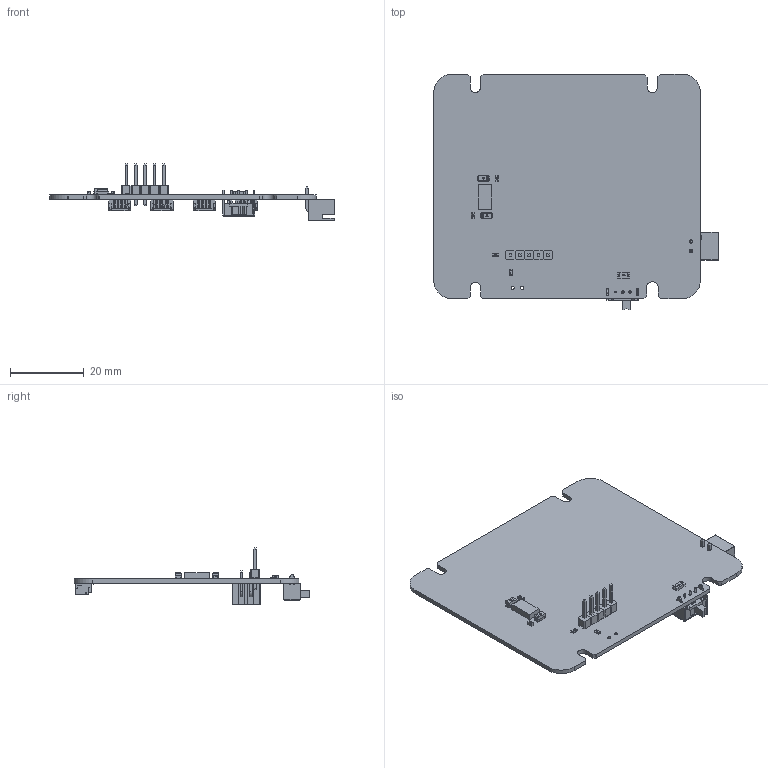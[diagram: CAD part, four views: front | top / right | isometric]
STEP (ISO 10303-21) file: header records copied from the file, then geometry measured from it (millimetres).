
FILE_DESCRIPTION(('Open CASCADE Model'),'2;1');
FILE_NAME('Open CASCADE Shape Model','2022-05-02T21:22:46',('Author'),( 'Open CASCADE'),'Open CASCADE STEP processor 6.8','Open CASCADE 6.8' ,'Unknown');
FILE_SCHEMA(('AUTOMOTIVE_DESIGN { 1 0 10303 214 1 1 1 1 }'));
Length unit declared in the file: millimetre
Products named in the file (52): PCB; Board; V1; 6367778304; Extruded; S1; SK-12D07; LOGO?0.75; R2; R_0603; LOGO?; R1; P4; sh1.0-4; P2; sh1.0-6; Designator5; User_Library-sh07w_asm; SH07W_KORP; SHXX_PIN; SHXX_PIN_1; SHXX_PIN_2; SHXX_PIN_4; SHXX_PIN_5; SHXX_PIN_6; P3; P1; JP1; HDR2.54-1P; F1; FU_01206; FU_1206; E2; CD_A(3216); E1; C2; C_0603; C1; 1; XH2.54-2P_H
Assembly tree (61 placements, depth 8):
  PCB
    Board
    V1
      6367778304
        Extruded
    S1
      SK-12D07
        SK-12D07
        LOGO?0.75
    R2
      R_0603
        R_0603
        LOGO?
    R1
      R_0603
        R_0603
        LOGO?
    P4
      sh1.0-4
        P2
          sh1.0-6
            Designator5
              User_Library-sh07w_asm
                SH07W_KORP
                SHXX_PIN
                SHXX_PIN_1
                SHXX_PIN_2
                SHXX_PIN_4
                SHXX_PIN_5
                SHXX_PIN_6
    P3
      sh1.0-4
        P2
          sh1.0-6
            Designator5
              User_Library-sh07w_asm
                SH07W_KORP
                SHXX_PIN
                SHXX_PIN_1
                SHXX_PIN_2
                SHXX_PIN_4
                SHXX_PIN_5
                SHXX_PIN_6
    P2
      sh1.0-4
        P2
          sh1.0-6
            Designator5
              User_Library-sh07w_asm
                SH07W_KORP
                SHXX_PIN
                SHXX_PIN_1
                SHXX_PIN_2
                SHXX_PIN_4
                SHXX_PIN_5
                SHXX_PIN_6
    P1
      sh1.0-4
        P2
          sh1.0-6
Bounding box: 77.15 x 63.98 x 15.43 mm (x, y, z)
Volume: 5756.2 mm3; surface area: 11294.4 mm2
Topology: 256 solids, 256 shells, 3447 faces, 8399 edges, 5492 vertices
Faces by surface type: plane 2221, bspline 629, cylinder 569, sphere 28
Full cylindrical faces by diameter (mm): 0.7 x2, 0.9 x9
Entity records: 67115 total; most frequent: CARTESIAN_POINT 19857, ORIENTED_EDGE 7972, DIRECTION 6616, EDGE_CURVE 3986, LINE 2738, VECTOR 2738, VERTEX_POINT 2616, AXIS2_PLACEMENT_3D 1939
